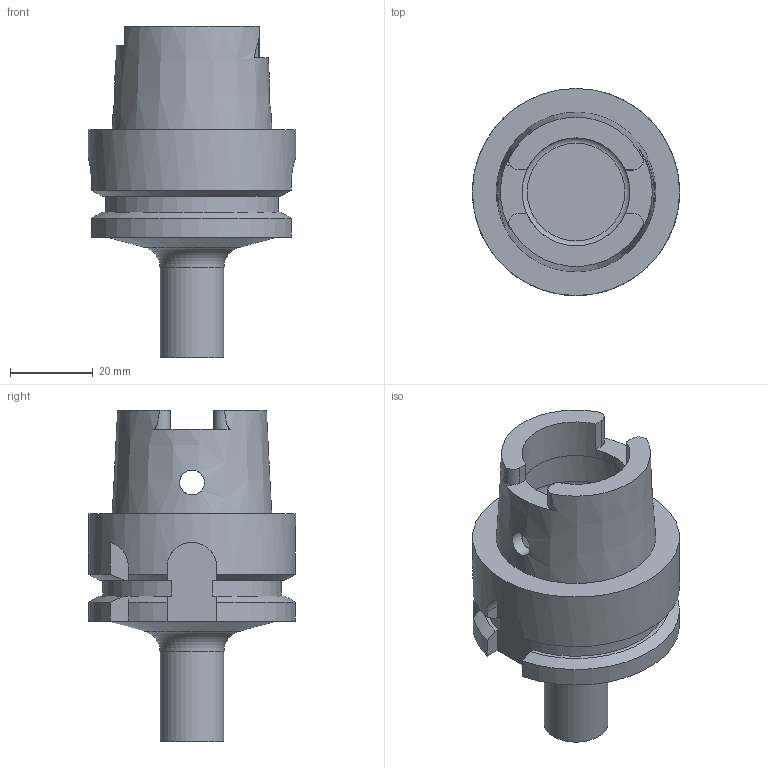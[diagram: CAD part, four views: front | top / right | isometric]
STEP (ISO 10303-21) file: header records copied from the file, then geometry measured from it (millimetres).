
FILE_DESCRIPTION(/* description */ (''),/* implementation_level */ '2;1');
FILE_NAME(/* name */ '1725430439410.stp',/* time_stamp */ '2024-09-04T08:14:04+02:00',/* author */ (''),/* organization */ ('SMS'),/* preprocessor_version */ 'ST-DEVELOPER v16.7',/* originating_system */ 'SIEMENS PLM Software NX 12.0',/* authorisation */ '');
FILE_SCHEMA (('AUTOMOTIVE_DESIGN { 1 0 10303 214 3 1 1 1 }'));
Length unit declared in the file: millimetre
Products named in the file (1): 205269821mod000_00
Bounding box: 49.95 x 49.95 x 79.9 mm (x, y, z)
Volume: 58351 mm3; surface area: 15757 mm2
Topology: 1 solids, 1 shells, 70 faces, 201 edges, 136 vertices
Faces by surface type: plane 36, cylinder 21, cone 9, torus 4
Full cylindrical faces by diameter (mm): 6 x2, 15.4 x1, 26.042 x2, 32.08 x1, 49.95 x1
Entity records: 2514 total; most frequent: CARTESIAN_POINT 746, ORIENTED_EDGE 352, DIRECTION 349, EDGE_CURVE 176, AXIS2_PLACEMENT_3D 130, VERTEX_POINT 122, LINE 89, VECTOR 89
